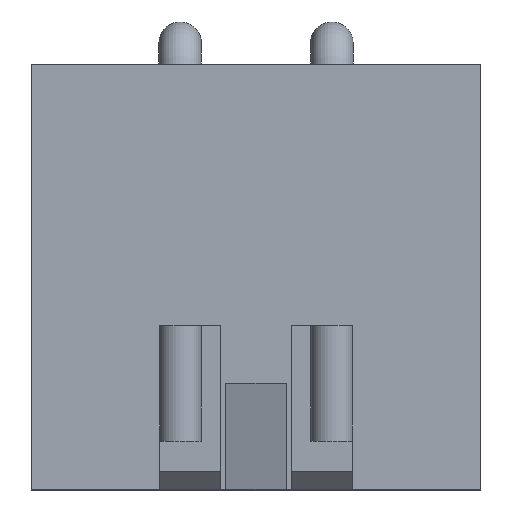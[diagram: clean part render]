
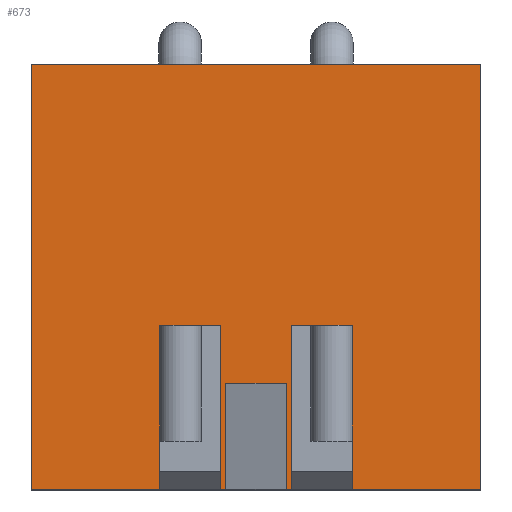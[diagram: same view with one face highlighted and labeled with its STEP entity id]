
A CAD part, top view. The second image highlights one B-rep face of the part: STEP entity #673.
In plain terms, the highlighted planar face has unit normal (0, 0, 1).
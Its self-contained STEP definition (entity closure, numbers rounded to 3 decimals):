
#53=FACE_OUTER_BOUND('',#91,.T.);
#91=EDGE_LOOP('',(#481,#482,#483,#484,#485,#486,#487,#488,#489,#490,#491,
#492,#493,#494,#495,#496));
#126=LINE('',#995,#202);
#130=LINE('',#1002,#206);
#133=LINE('',#1009,#209);
#146=LINE('',#1035,#222);
#150=LINE('',#1043,#226);
#156=LINE('',#1055,#232);
#157=LINE('',#1057,#233);
#158=LINE('',#1059,#234);
#159=LINE('',#1061,#235);
#160=LINE('',#1063,#236);
#161=LINE('',#1065,#237);
#162=LINE('',#1067,#238);
#163=LINE('',#1068,#239);
#164=LINE('',#1070,#240);
#165=LINE('',#1072,#241);
#166=LINE('',#1073,#242);
#202=VECTOR('',#794,10.);
#206=VECTOR('',#800,10.);
#209=VECTOR('',#805,10.);
#222=VECTOR('',#824,10.);
#226=VECTOR('',#828,10.);
#232=VECTOR('',#836,10.);
#233=VECTOR('',#837,10.);
#234=VECTOR('',#838,10.);
#235=VECTOR('',#839,10.);
#236=VECTOR('',#840,10.);
#237=VECTOR('',#841,10.);
#238=VECTOR('',#842,10.);
#239=VECTOR('',#843,10.);
#240=VECTOR('',#844,10.);
#241=VECTOR('',#845,10.);
#242=VECTOR('',#846,10.);
#278=VERTEX_POINT('',#992);
#279=VERTEX_POINT('',#994);
#281=VERTEX_POINT('',#1000);
#284=VERTEX_POINT('',#1007);
#294=VERTEX_POINT('',#1034);
#297=VERTEX_POINT('',#1040);
#298=VERTEX_POINT('',#1042);
#303=VERTEX_POINT('',#1054);
#304=VERTEX_POINT('',#1056);
#305=VERTEX_POINT('',#1058);
#306=VERTEX_POINT('',#1060);
#307=VERTEX_POINT('',#1062);
#308=VERTEX_POINT('',#1064);
#309=VERTEX_POINT('',#1066);
#310=VERTEX_POINT('',#1069);
#311=VERTEX_POINT('',#1071);
#344=EDGE_CURVE('',#279,#278,#126,.T.);
#348=EDGE_CURVE('',#278,#281,#130,.T.);
#351=EDGE_CURVE('',#281,#284,#133,.T.);
#364=EDGE_CURVE('',#294,#279,#146,.T.);
#368=EDGE_CURVE('',#298,#297,#150,.T.);
#374=EDGE_CURVE('',#284,#303,#156,.T.);
#375=EDGE_CURVE('',#303,#304,#157,.T.);
#376=EDGE_CURVE('',#304,#305,#158,.T.);
#377=EDGE_CURVE('',#305,#306,#159,.T.);
#378=EDGE_CURVE('',#306,#307,#160,.T.);
#379=EDGE_CURVE('',#307,#308,#161,.T.);
#380=EDGE_CURVE('',#308,#309,#162,.T.);
#381=EDGE_CURVE('',#309,#298,#163,.T.);
#382=EDGE_CURVE('',#297,#310,#164,.T.);
#383=EDGE_CURVE('',#310,#311,#165,.T.);
#384=EDGE_CURVE('',#311,#294,#166,.T.);
#481=ORIENTED_EDGE('',*,*,#344,.T.);
#482=ORIENTED_EDGE('',*,*,#348,.T.);
#483=ORIENTED_EDGE('',*,*,#351,.T.);
#484=ORIENTED_EDGE('',*,*,#374,.T.);
#485=ORIENTED_EDGE('',*,*,#375,.T.);
#486=ORIENTED_EDGE('',*,*,#376,.T.);
#487=ORIENTED_EDGE('',*,*,#377,.T.);
#488=ORIENTED_EDGE('',*,*,#378,.T.);
#489=ORIENTED_EDGE('',*,*,#379,.T.);
#490=ORIENTED_EDGE('',*,*,#380,.T.);
#491=ORIENTED_EDGE('',*,*,#381,.T.);
#492=ORIENTED_EDGE('',*,*,#368,.T.);
#493=ORIENTED_EDGE('',*,*,#382,.T.);
#494=ORIENTED_EDGE('',*,*,#383,.T.);
#495=ORIENTED_EDGE('',*,*,#384,.T.);
#496=ORIENTED_EDGE('',*,*,#364,.T.);
#641=PLANE('',#733);
#673=ADVANCED_FACE('',(#53),#641,.T.);
#733=AXIS2_PLACEMENT_3D('',#1053,#834,#835);
#794=DIRECTION('',(0.,1.,0.));
#800=DIRECTION('',(1.,0.,0.));
#805=DIRECTION('',(0.,-1.,0.));
#824=DIRECTION('',(1.,0.,0.));
#828=DIRECTION('',(1.,0.,0.));
#834=DIRECTION('center_axis',(0.,0.,1.));
#835=DIRECTION('ref_axis',(1.,0.,0.));
#836=DIRECTION('',(1.,0.,0.));
#837=DIRECTION('',(0.,1.,0.));
#838=DIRECTION('',(1.,0.,0.));
#839=DIRECTION('',(0.,-1.,0.));
#840=DIRECTION('',(1.,0.,0.));
#841=DIRECTION('',(0.,1.,0.));
#842=DIRECTION('',(1.,0.,0.));
#843=DIRECTION('',(0.,-1.,0.));
#844=DIRECTION('',(0.,1.,0.));
#845=DIRECTION('',(-1.,0.,0.));
#846=DIRECTION('',(0.,-1.,0.));
#992=CARTESIAN_POINT('',(-2.833,-4.65,5.8));
#994=CARTESIAN_POINT('',(-2.833,-7.35,5.8));
#995=CARTESIAN_POINT('',(-2.833,-4.25,5.8));
#1000=CARTESIAN_POINT('',(-1.833,-4.65,5.8));
#1002=CARTESIAN_POINT('',(-1.542,-4.65,5.8));
#1007=CARTESIAN_POINT('',(-1.833,-7.35,5.8));
#1009=CARTESIAN_POINT('',(-1.833,-5.6,5.8));
#1034=CARTESIAN_POINT('',(-4.95,-7.35,5.8));
#1035=CARTESIAN_POINT('',(-4.95,-7.35,5.8));
#1040=CARTESIAN_POINT('',(2.45,-7.35,5.8));
#1042=CARTESIAN_POINT('',(0.333,-7.35,5.8));
#1043=CARTESIAN_POINT('',(-4.95,-7.35,5.8));
#1053=CARTESIAN_POINT('Origin',(-1.25,-3.85,5.8));
#1054=CARTESIAN_POINT('',(-1.75,-7.35,5.8));
#1055=CARTESIAN_POINT('',(-4.95,-7.35,5.8));
#1056=CARTESIAN_POINT('',(-1.75,-5.6,5.8));
#1057=CARTESIAN_POINT('',(-1.75,-4.725,5.8));
#1058=CARTESIAN_POINT('',(-0.75,-5.6,5.8));
#1059=CARTESIAN_POINT('',(-1.,-5.6,5.8));
#1060=CARTESIAN_POINT('',(-0.75,-7.35,5.8));
#1061=CARTESIAN_POINT('',(-0.75,-5.6,5.8));
#1062=CARTESIAN_POINT('',(-0.667,-7.35,5.8));
#1063=CARTESIAN_POINT('',(-4.95,-7.35,5.8));
#1064=CARTESIAN_POINT('',(-0.667,-4.65,5.8));
#1065=CARTESIAN_POINT('',(-0.667,-5.6,5.8));
#1066=CARTESIAN_POINT('',(0.333,-4.65,5.8));
#1067=CARTESIAN_POINT('',(-0.958,-4.65,5.8));
#1068=CARTESIAN_POINT('',(0.333,-4.25,5.8));
#1069=CARTESIAN_POINT('',(2.45,-0.35,5.8));
#1070=CARTESIAN_POINT('',(2.45,-7.35,5.8));
#1071=CARTESIAN_POINT('',(-4.95,-0.35,5.8));
#1072=CARTESIAN_POINT('',(2.45,-0.35,5.8));
#1073=CARTESIAN_POINT('',(-4.95,-0.35,5.8));
